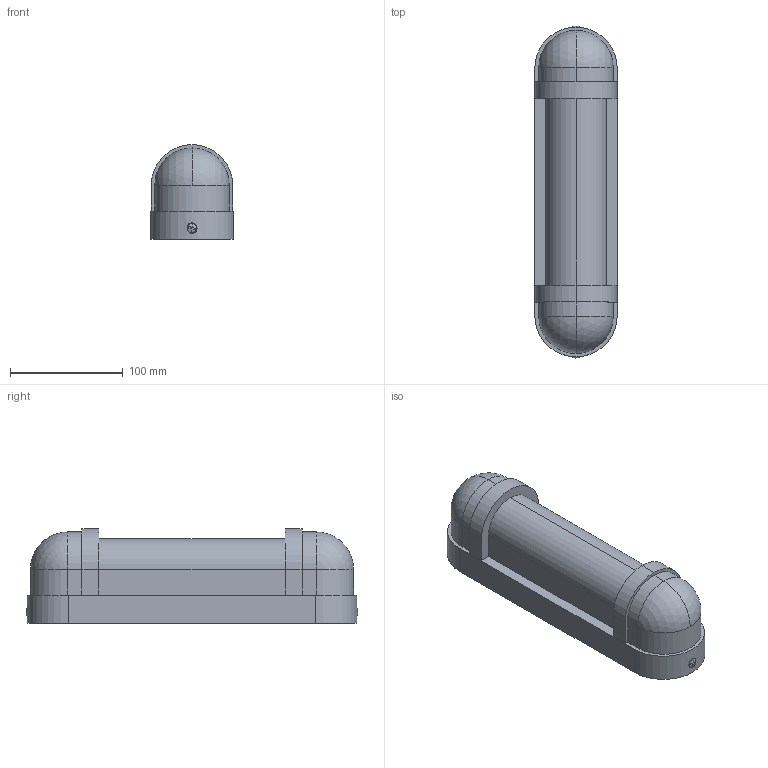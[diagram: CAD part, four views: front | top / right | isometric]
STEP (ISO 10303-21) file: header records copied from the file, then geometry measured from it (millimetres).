
FILE_DESCRIPTION (( 'STEP AP203' ), '1' );
FILE_NAME ('GM 66 W1._exported.step', '2025-02-09T08:28:48', ( '' ), ( '' ), 'SwSTEP 2.0', 'SolidWorks 2023', '' );
FILE_SCHEMA (( 'CONFIG_CONTROL_DESIGN' ));
Length unit declared in the file: millimetre
Products named in the file (1): GM 66 W1._exported
Bounding box: 73 x 293.96 x 84 mm (x, y, z)
Surface area: 133178 mm2 (no closed solid volume)
Topology: 0 solids, 9 shells, 96 faces, 271 edges, 181 vertices
Faces by surface type: plane 41, cylinder 37, sphere 14, cone 4
Entity records: 3378 total; most frequent: CARTESIAN_POINT 825, DIRECTION 547, ORIENTED_EDGE 460, EDGE_CURVE 263, AXIS2_PLACEMENT_3D 203, VERTEX_POINT 179, LINE 141, VECTOR 141
